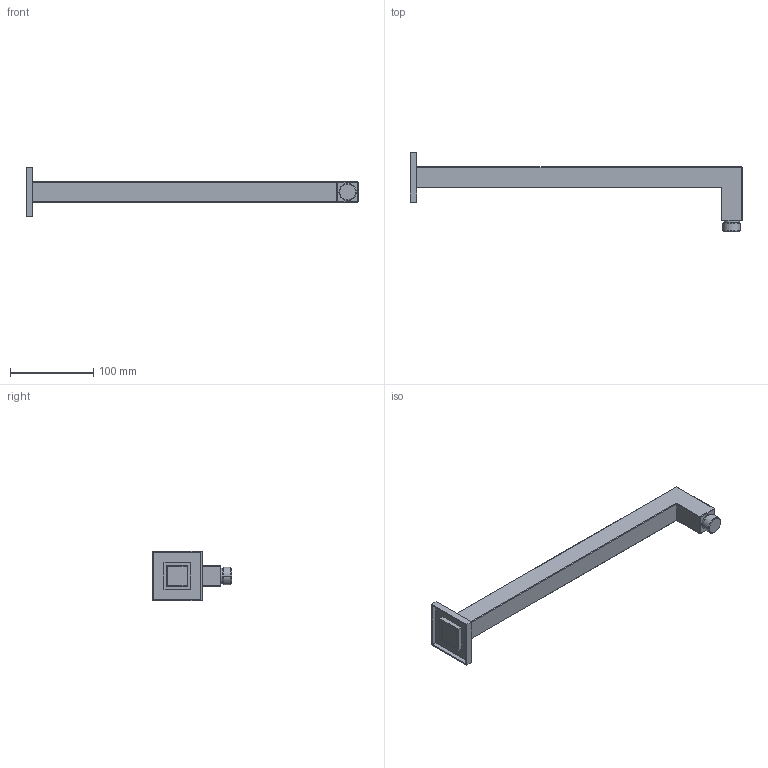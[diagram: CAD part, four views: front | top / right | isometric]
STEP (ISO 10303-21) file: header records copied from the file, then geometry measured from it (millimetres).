
FILE_DESCRIPTION((''),'2;1');
FILE_NAME('ZSOF063CR','2021-01-18T11:40:11',('ut3'),('PAFFONI SpA'),'CREO PARAMETRIC BY PTC INC, 2020044','CREO PARAMETRIC BY PTC INC, 2020044','');
FILE_SCHEMA(('CONFIG_CONTROL_DESIGN','SHAPE_APPEARANCE_LAYERS_GROUPS'));
Length unit declared in the file: millimetre
Products named in the file (1): ZSOF063CR
Bounding box: 400 x 95.5 x 60 mm (x, y, z)
Volume: 290589.2 mm3; surface area: 56294.5 mm2
Topology: 1 solids, 1 shells, 77 faces, 166 edges, 98 vertices
Faces by surface type: plane 35, cylinder 26, sphere 10, cone 4, torus 2
Entity records: 2248 total; most frequent: DIRECTION 378, CARTESIAN_POINT 341, ORIENTED_EDGE 332, EDGE_CURVE 166, AXIS2_PLACEMENT_3D 135, VECTOR 108, LINE 108, VERTEX_POINT 98
